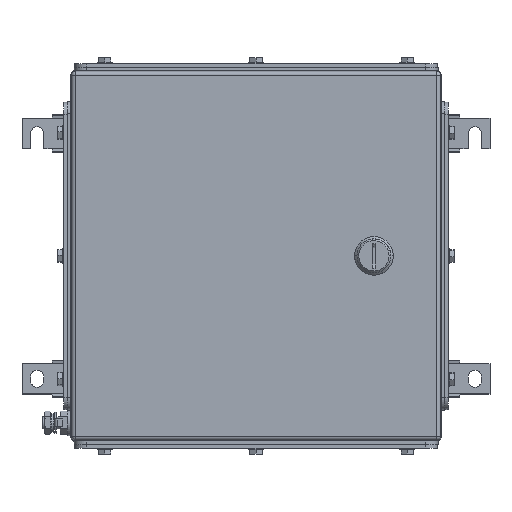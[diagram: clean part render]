
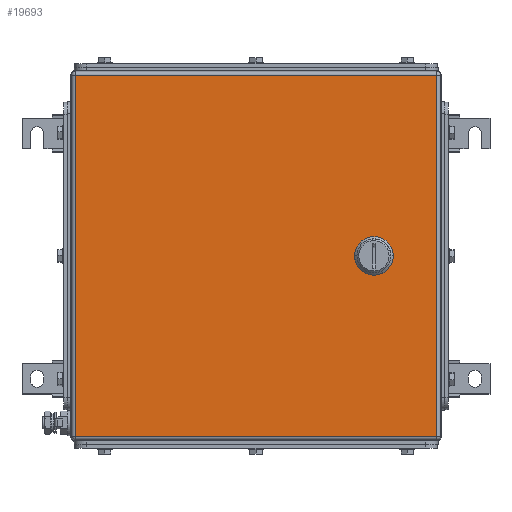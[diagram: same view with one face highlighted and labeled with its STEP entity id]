
A CAD part, top view. The second image highlights one B-rep face of the part: STEP entity #19693.
In plain terms, the highlighted planar face has unit normal (0, 0, 1).
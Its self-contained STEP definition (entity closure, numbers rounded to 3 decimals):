
#18721=AXIS2_PLACEMENT_3D('Circle Axis2P3D',#18719,#18720,$) ;
#18769=AXIS2_PLACEMENT_3D('Circle Axis2P3D',#18767,#18768,$) ;
#18788=AXIS2_PLACEMENT_3D('Circle Axis2P3D',#18786,#18787,$) ;
#19662=AXIS2_PLACEMENT_3D('Circle Axis2P3D',#19660,#19661,$) ;
#19675=AXIS2_PLACEMENT_3D('Plane Axis2P3D',#19672,#19673,#19674) ;
#18580=CARTESIAN_POINT('Vertex',(301.05,158.944,153.5)) ;
#18583=CARTESIAN_POINT('Line Origine',(301.05,164.,153.5)) ;
#18587=CARTESIAN_POINT('Vertex',(301.05,169.056,153.5)) ;
#18716=CARTESIAN_POINT('Vertex',(296.056,153.95,153.5)) ;
#18719=CARTESIAN_POINT('Axis2P3D Location',(291.,164.,153.5)) ;
#18740=CARTESIAN_POINT('Vertex',(285.944,153.95,153.5)) ;
#18743=CARTESIAN_POINT('Line Origine',(291.,153.95,153.5)) ;
#18764=CARTESIAN_POINT('Vertex',(280.95,158.944,153.5)) ;
#18767=CARTESIAN_POINT('Axis2P3D Location',(291.,164.,153.5)) ;
#18783=CARTESIAN_POINT('Vertex',(285.944,174.05,153.5)) ;
#18786=CARTESIAN_POINT('Axis2P3D Location',(291.,164.,153.5)) ;
#18790=CARTESIAN_POINT('Vertex',(280.95,169.056,153.5)) ;
#18814=CARTESIAN_POINT('Vertex',(343.,313.5,153.5)) ;
#18830=CARTESIAN_POINT('Vertex',(44.,313.5,153.5)) ;
#18833=CARTESIAN_POINT('Line Origine',(191.4,313.5,153.5)) ;
#18868=CARTESIAN_POINT('Vertex',(44.,14.5,153.5)) ;
#18871=CARTESIAN_POINT('Line Origine',(44.,164.,153.5)) ;
#18906=CARTESIAN_POINT('Vertex',(343.,14.5,153.5)) ;
#18909=CARTESIAN_POINT('Line Origine',(193.5,14.5,153.5)) ;
#18945=CARTESIAN_POINT('Line Origine',(343.,164.,153.5)) ;
#19580=CARTESIAN_POINT('Vertex',(296.056,174.05,153.5)) ;
#19583=CARTESIAN_POINT('Line Origine',(291.,174.05,153.5)) ;
#19600=CARTESIAN_POINT('Line Origine',(280.95,164.,153.5)) ;
#19660=CARTESIAN_POINT('Axis2P3D Location',(291.,164.,153.5)) ;
#19672=CARTESIAN_POINT('Axis2P3D Location',(193.5,164.,153.5)) ;
#18584=DIRECTION('Vector Direction',(0.,-1.,0.)) ;
#18720=DIRECTION('Axis2P3D Direction',(0.,0.,1.)) ;
#18744=DIRECTION('Vector Direction',(1.,0.,0.)) ;
#18768=DIRECTION('Axis2P3D Direction',(0.,0.,1.)) ;
#18787=DIRECTION('Axis2P3D Direction',(0.,0.,1.)) ;
#18834=DIRECTION('Vector Direction',(1.,0.,0.)) ;
#18872=DIRECTION('Vector Direction',(0.,-1.,0.)) ;
#18910=DIRECTION('Vector Direction',(1.,0.,0.)) ;
#18946=DIRECTION('Vector Direction',(0.,1.,0.)) ;
#19584=DIRECTION('Vector Direction',(1.,0.,0.)) ;
#19601=DIRECTION('Vector Direction',(0.,1.,0.)) ;
#19661=DIRECTION('Axis2P3D Direction',(0.,0.,1.)) ;
#19673=DIRECTION('Axis2P3D Direction',(0.,0.,1.)) ;
#19674=DIRECTION('Axis2P3D XDirection',(1.,0.,0.)) ;
#18585=VECTOR('Line Direction',#18584,1.) ;
#18745=VECTOR('Line Direction',#18744,1.) ;
#18835=VECTOR('Line Direction',#18834,1.) ;
#18873=VECTOR('Line Direction',#18872,1.) ;
#18911=VECTOR('Line Direction',#18910,1.) ;
#18947=VECTOR('Line Direction',#18946,1.) ;
#19585=VECTOR('Line Direction',#19584,1.) ;
#19602=VECTOR('Line Direction',#19601,1.) ;
#19678=ORIENTED_EDGE('',*,*,#18837,.T.) ;
#19679=ORIENTED_EDGE('',*,*,#18875,.T.) ;
#19680=ORIENTED_EDGE('',*,*,#18913,.T.) ;
#19681=ORIENTED_EDGE('',*,*,#18949,.T.) ;
#19684=ORIENTED_EDGE('',*,*,#18723,.F.) ;
#19685=ORIENTED_EDGE('',*,*,#18747,.F.) ;
#19686=ORIENTED_EDGE('',*,*,#18771,.F.) ;
#19687=ORIENTED_EDGE('',*,*,#19604,.T.) ;
#19688=ORIENTED_EDGE('',*,*,#18792,.F.) ;
#19689=ORIENTED_EDGE('',*,*,#19587,.T.) ;
#19690=ORIENTED_EDGE('',*,*,#19664,.F.) ;
#19691=ORIENTED_EDGE('',*,*,#18589,.T.) ;
#19692=FACE_BOUND('',#19683,.T.) ;
#19693=ADVANCED_FACE('1200050000.1\\ZUB_KTB_QL_303015_4GP_AllCATPart.2\\ZUB_DE_KTB_QL.1\\DE_KTB_MH_PART_MASTER.1\\Koerper.2',(#19682,#19692),#19676,.T.) ;
#18722=CIRCLE('generated circle',#18721,11.25) ;
#18770=CIRCLE('generated circle',#18769,11.25) ;
#18789=CIRCLE('generated circle',#18788,11.25) ;
#19663=CIRCLE('generated circle',#19662,11.25) ;
#18589=EDGE_CURVE('',#18588,#18581,#18586,.T.) ;
#18723=EDGE_CURVE('',#18717,#18581,#18722,.T.) ;
#18747=EDGE_CURVE('',#18741,#18717,#18746,.T.) ;
#18771=EDGE_CURVE('',#18765,#18741,#18770,.T.) ;
#18792=EDGE_CURVE('',#18784,#18791,#18789,.T.) ;
#18837=EDGE_CURVE('',#18815,#18831,#18836,.F.) ;
#18875=EDGE_CURVE('',#18831,#18869,#18874,.T.) ;
#18913=EDGE_CURVE('',#18869,#18907,#18912,.T.) ;
#18949=EDGE_CURVE('',#18907,#18815,#18948,.T.) ;
#19587=EDGE_CURVE('',#18784,#19581,#19586,.T.) ;
#19604=EDGE_CURVE('',#18765,#18791,#19603,.T.) ;
#19664=EDGE_CURVE('',#18588,#19581,#19663,.T.) ;
#19677=EDGE_LOOP('',(#19678,#19679,#19680,#19681)) ;
#19683=EDGE_LOOP('',(#19684,#19685,#19686,#19687,#19688,#19689,#19690,#19691)) ;
#19682=FACE_OUTER_BOUND('',#19677,.T.) ;
#18586=LINE('Line',#18583,#18585) ;
#18746=LINE('Line',#18743,#18745) ;
#18836=LINE('Line',#18833,#18835) ;
#18874=LINE('Line',#18871,#18873) ;
#18912=LINE('Line',#18909,#18911) ;
#18948=LINE('Line',#18945,#18947) ;
#19586=LINE('Line',#19583,#19585) ;
#19603=LINE('Line',#19600,#19602) ;
#19676=PLANE('',#19675) ;
#18581=VERTEX_POINT('',#18580) ;
#18588=VERTEX_POINT('',#18587) ;
#18717=VERTEX_POINT('',#18716) ;
#18741=VERTEX_POINT('',#18740) ;
#18765=VERTEX_POINT('',#18764) ;
#18784=VERTEX_POINT('',#18783) ;
#18791=VERTEX_POINT('',#18790) ;
#18815=VERTEX_POINT('',#18814) ;
#18831=VERTEX_POINT('',#18830) ;
#18869=VERTEX_POINT('',#18868) ;
#18907=VERTEX_POINT('',#18906) ;
#19581=VERTEX_POINT('',#19580) ;
